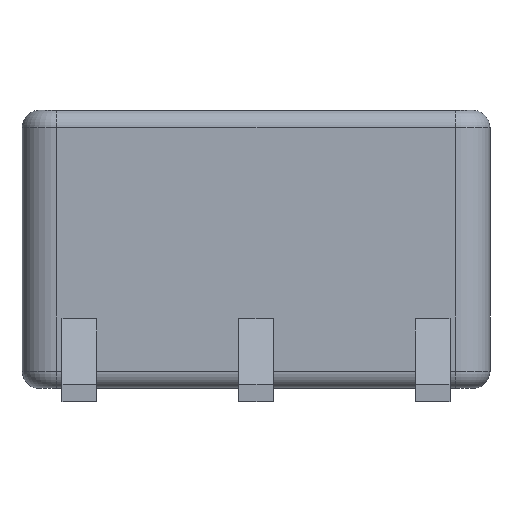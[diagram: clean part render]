
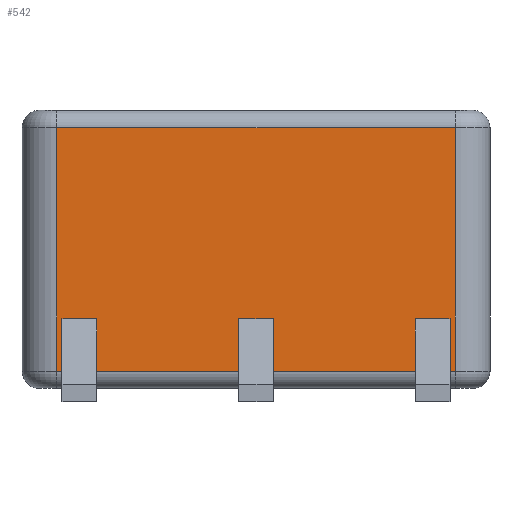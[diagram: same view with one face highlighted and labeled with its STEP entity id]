
A CAD part, left-side view. The second image highlights one B-rep face of the part: STEP entity #542.
In plain terms, the highlighted planar face has unit normal (-1, 0, 0).
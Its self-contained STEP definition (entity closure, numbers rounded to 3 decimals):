
#522=AXIS2_PLACEMENT_3D('Plane Axis2P3D',#519,#520,#521) ;
#144=CARTESIAN_POINT('Vertex',(-3.57,2.865,3.75)) ;
#164=CARTESIAN_POINT('Line Origine',(-3.57,0.,3.75)) ;
#168=CARTESIAN_POINT('Vertex',(-3.57,-2.865,3.75)) ;
#476=CARTESIAN_POINT('Line Origine',(-3.57,-2.865,2.)) ;
#480=CARTESIAN_POINT('Vertex',(-3.57,-2.865,0.25)) ;
#519=CARTESIAN_POINT('Axis2P3D Location',(-3.57,-3.365,0.)) ;
#524=CARTESIAN_POINT('Line Origine',(-3.57,0.,0.25)) ;
#528=CARTESIAN_POINT('Vertex',(-3.57,2.865,0.25)) ;
#531=CARTESIAN_POINT('Line Origine',(-3.57,2.865,2.)) ;
#165=DIRECTION('Vector Direction',(0.,1.,0.)) ;
#477=DIRECTION('Vector Direction',(0.,0.,1.)) ;
#520=DIRECTION('Axis2P3D Direction',(1.,0.,0.)) ;
#521=DIRECTION('Axis2P3D XDirection',(0.,1.,0.)) ;
#525=DIRECTION('Vector Direction',(0.,1.,0.)) ;
#532=DIRECTION('Vector Direction',(0.,0.,1.)) ;
#166=VECTOR('Line Direction',#165,1.) ;
#478=VECTOR('Line Direction',#477,1.) ;
#526=VECTOR('Line Direction',#525,1.) ;
#533=VECTOR('Line Direction',#532,1.) ;
#537=ORIENTED_EDGE('',*,*,#530,.T.) ;
#538=ORIENTED_EDGE('',*,*,#482,.T.) ;
#539=ORIENTED_EDGE('',*,*,#170,.F.) ;
#540=ORIENTED_EDGE('',*,*,#535,.F.) ;
#542=ADVANCED_FACE('PartBody',(#541),#523,.F.) ;
#170=EDGE_CURVE('',#145,#169,#167,.F.) ;
#482=EDGE_CURVE('',#481,#169,#479,.T.) ;
#530=EDGE_CURVE('',#529,#481,#527,.F.) ;
#535=EDGE_CURVE('',#529,#145,#534,.T.) ;
#536=EDGE_LOOP('',(#537,#538,#539,#540)) ;
#541=FACE_OUTER_BOUND('',#536,.T.) ;
#167=LINE('Line',#164,#166) ;
#479=LINE('Line',#476,#478) ;
#527=LINE('Line',#524,#526) ;
#534=LINE('Line',#531,#533) ;
#523=PLANE('',#522) ;
#145=VERTEX_POINT('',#144) ;
#169=VERTEX_POINT('',#168) ;
#481=VERTEX_POINT('',#480) ;
#529=VERTEX_POINT('',#528) ;
